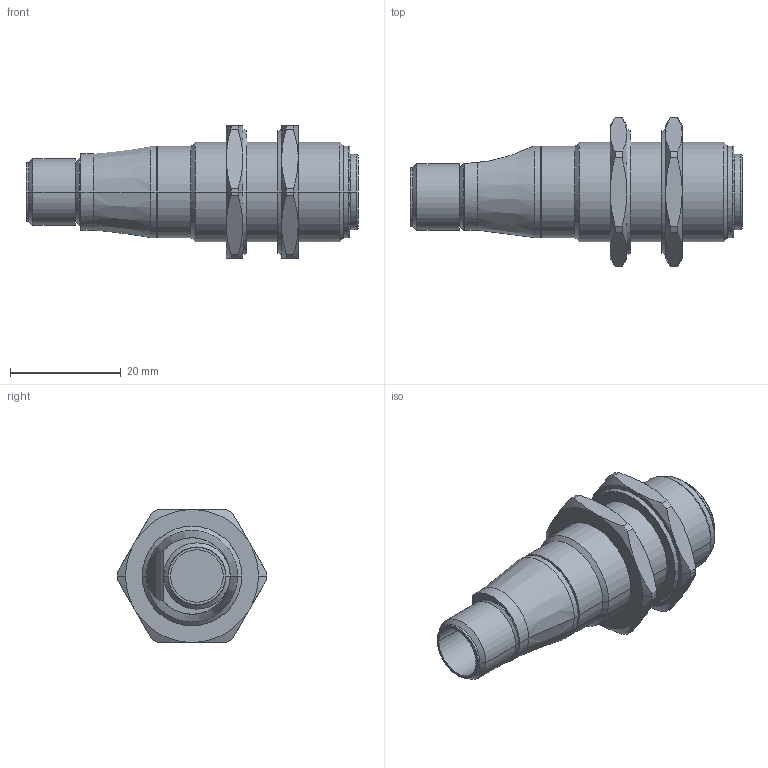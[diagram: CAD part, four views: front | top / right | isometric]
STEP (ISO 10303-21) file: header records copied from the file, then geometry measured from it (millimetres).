
FILE_DESCRIPTION(('STEP AP242'),'1');
FILE_NAME('sensor_xub1ananm12.stp','2021-09-28T13:08:14',('TraceParts'),('TraceParts S.A.'),'Spatial InterOp 3D',' ',' ');
FILE_SCHEMA(('AP242_MANAGED_MODEL_BASED_3D_ENGINEERING_MIM_LF {1 0 10303 442 1 1 4}'));
Length unit declared in the file: millimetre
Products named in the file (1): sensor_xub1ananm12_1
Bounding box: 59.97 x 27 x 24.01 mm (x, y, z)
Volume: 13148.1 mm3; surface area: 5774.9 mm2
Topology: 3 solids, 3 shells, 157 faces, 360 edges, 221 vertices
Faces by surface type: cone 54, cylinder 54, plane 39, torus 10
Entity records: 4529 total; most frequent: CARTESIAN_POINT 937, DIRECTION 824, ORIENTED_EDGE 720, EDGE_CURVE 360, AXIS2_PLACEMENT_3D 354, VERTEX_POINT 221, CIRCLE 188, EDGE_LOOP 173
